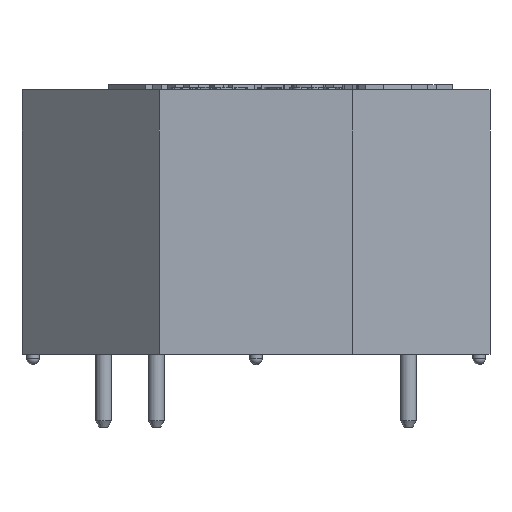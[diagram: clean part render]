
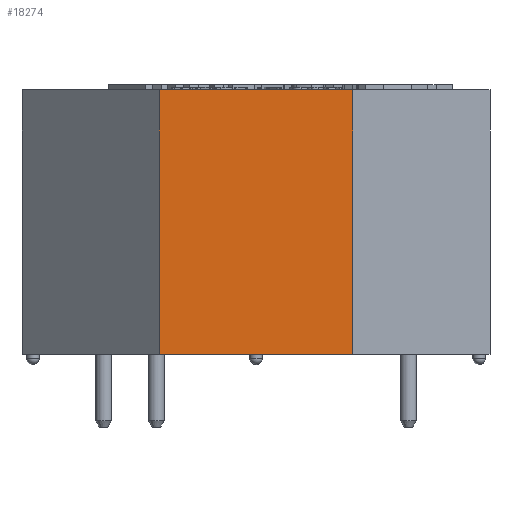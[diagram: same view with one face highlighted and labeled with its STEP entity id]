
A CAD part, front view. The second image highlights one B-rep face of the part: STEP entity #18274.
In plain terms, the highlighted planar face has unit normal (0, -1, 0).
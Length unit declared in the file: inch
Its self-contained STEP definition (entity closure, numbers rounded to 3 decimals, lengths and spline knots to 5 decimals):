
#879=LINE('',#26416,#2995);
#1067=LINE('',#26894,#3183);
#1068=LINE('',#26897,#3184);
#1069=LINE('',#26898,#3185);
#2995=VECTOR('',#20446,0.37528);
#3183=VECTOR('',#20956,0.512);
#3184=VECTOR('',#20959,0.37528);
#3185=VECTOR('',#20960,0.512);
#5611=PLANE('',#19245);
#6664=FACE_OUTER_BOUND('',#7655,.T.);
#7655=EDGE_LOOP('',(#14270,#14271,#14272,#14273));
#8925=VERTEX_POINT('',#26413);
#8926=VERTEX_POINT('',#26415);
#9055=VERTEX_POINT('',#26892);
#9056=VERTEX_POINT('',#26896);
#10783=EDGE_CURVE('',#8925,#8926,#879,.T.);
#11009=EDGE_CURVE('',#8925,#9055,#1067,.T.);
#11010=EDGE_CURVE('',#9056,#9055,#1068,.T.);
#11011=EDGE_CURVE('',#8926,#9056,#1069,.T.);
#14270=ORIENTED_EDGE('',*,*,#10783,.F.);
#14271=ORIENTED_EDGE('',*,*,#11009,.T.);
#14272=ORIENTED_EDGE('',*,*,#11010,.F.);
#14273=ORIENTED_EDGE('',*,*,#11011,.F.);
#18274=ADVANCED_FACE('',(#6664),#5611,.T.);
#19245=AXIS2_PLACEMENT_3D('',#26895,#20957,#20958);
#20446=DIRECTION('',(1.,0.,0.));
#20956=DIRECTION('',(0.,0.,-1.));
#20957=DIRECTION('center_axis',(0.,-1.,0.));
#20958=DIRECTION('ref_axis',(-1.,0.,0.));
#20959=DIRECTION('',(-1.,0.,0.));
#20960=DIRECTION('',(0.,0.,-1.));
#26413=CARTESIAN_POINT('',(-0.18764,-0.453,0.));
#26415=CARTESIAN_POINT('',(0.18764,-0.453,0.));
#26416=CARTESIAN_POINT('',(-0.18764,-0.453,0.));
#26892=CARTESIAN_POINT('',(-0.18764,-0.453,-0.512));
#26894=CARTESIAN_POINT('',(-0.18764,-0.453,0.));
#26895=CARTESIAN_POINT('Origin',(0.18764,-0.453,0.));
#26896=CARTESIAN_POINT('',(0.18764,-0.453,-0.512));
#26897=CARTESIAN_POINT('',(-0.18764,-0.453,-0.512));
#26898=CARTESIAN_POINT('',(0.18764,-0.453,0.));
